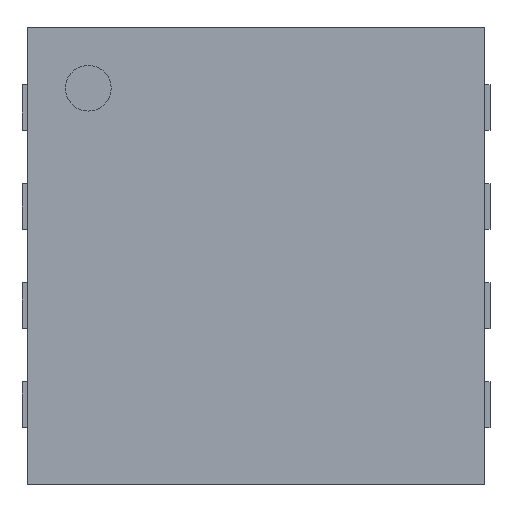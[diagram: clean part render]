
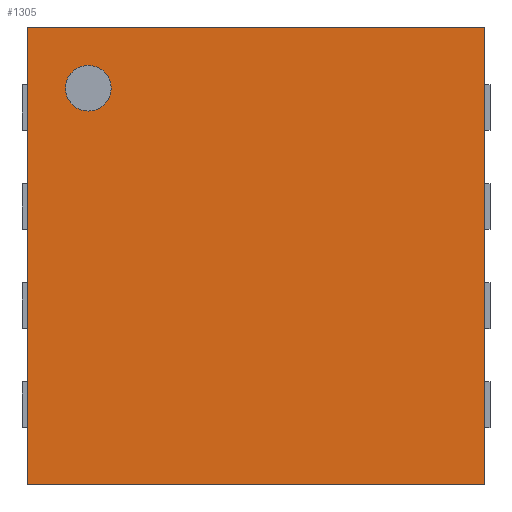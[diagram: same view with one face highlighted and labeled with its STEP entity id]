
A CAD part, top view. The second image highlights one B-rep face of the part: STEP entity #1305.
In plain terms, the highlighted planar face has unit normal (0, 0, 1).
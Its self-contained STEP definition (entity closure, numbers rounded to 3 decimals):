
#16=CIRCLE('',#1384,0.15);
#18=FACE_BOUND('',#144,.T.);
#80=FACE_OUTER_BOUND('',#143,.T.);
#143=EDGE_LOOP('',(#1122,#1123,#1124,#1125));
#144=EDGE_LOOP('',(#1126));
#310=LINE('',#2032,#482);
#312=LINE('',#2036,#484);
#314=LINE('',#2040,#486);
#316=LINE('',#2043,#488);
#482=VECTOR('',#1677,10.);
#484=VECTOR('',#1681,10.);
#486=VECTOR('',#1685,10.);
#488=VECTOR('',#1689,10.);
#600=VERTEX_POINT('',#2025);
#601=VERTEX_POINT('',#2029);
#602=VERTEX_POINT('',#2031);
#603=VERTEX_POINT('',#2035);
#604=VERTEX_POINT('',#2039);
#769=EDGE_CURVE('',#600,#600,#16,.T.);
#772=EDGE_CURVE('',#602,#601,#310,.T.);
#774=EDGE_CURVE('',#603,#602,#312,.T.);
#776=EDGE_CURVE('',#604,#603,#314,.T.);
#778=EDGE_CURVE('',#601,#604,#316,.T.);
#1122=ORIENTED_EDGE('',*,*,#778,.T.);
#1123=ORIENTED_EDGE('',*,*,#776,.T.);
#1124=ORIENTED_EDGE('',*,*,#774,.T.);
#1125=ORIENTED_EDGE('',*,*,#772,.T.);
#1126=ORIENTED_EDGE('',*,*,#769,.T.);
#1187=PLANE('',#1389);
#1305=ADVANCED_FACE('',(#80,#18),#1187,.T.);
#1384=AXIS2_PLACEMENT_3D('',#2026,#1671,#1672);
#1389=AXIS2_PLACEMENT_3D('',#2044,#1690,#1691);
#1671=DIRECTION('center_axis',(0.,0.,-1.));
#1672=DIRECTION('ref_axis',(-1.,0.,0.));
#1677=DIRECTION('',(0.,1.,0.));
#1681=DIRECTION('',(1.,0.,0.));
#1685=DIRECTION('',(0.,-1.,0.));
#1689=DIRECTION('',(-1.,0.,0.));
#1690=DIRECTION('center_axis',(0.,0.,1.));
#1691=DIRECTION('ref_axis',(1.,0.,0.));
#2025=CARTESIAN_POINT('',(-0.95,1.1,0.75));
#2026=CARTESIAN_POINT('Origin',(-1.1,1.1,0.75));
#2029=CARTESIAN_POINT('',(1.5,1.5,0.75));
#2031=CARTESIAN_POINT('',(1.5,-1.5,0.75));
#2032=CARTESIAN_POINT('',(1.5,1.5,0.75));
#2035=CARTESIAN_POINT('',(-1.5,-1.5,0.75));
#2036=CARTESIAN_POINT('',(1.5,-1.5,0.75));
#2039=CARTESIAN_POINT('',(-1.5,1.5,0.75));
#2040=CARTESIAN_POINT('',(-1.5,-1.5,0.75));
#2043=CARTESIAN_POINT('',(-1.5,1.5,0.75));
#2044=CARTESIAN_POINT('Origin',(0.,0.,0.75));
